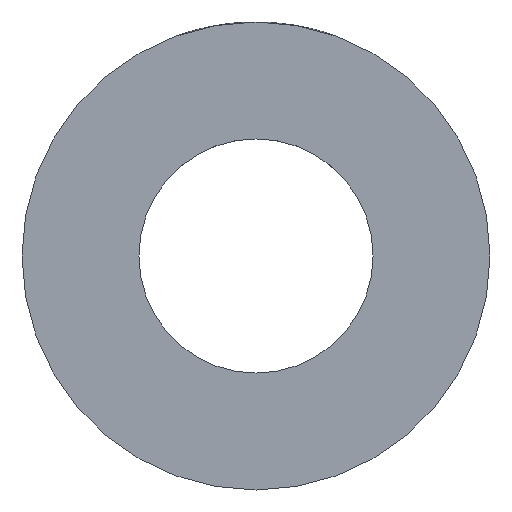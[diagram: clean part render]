
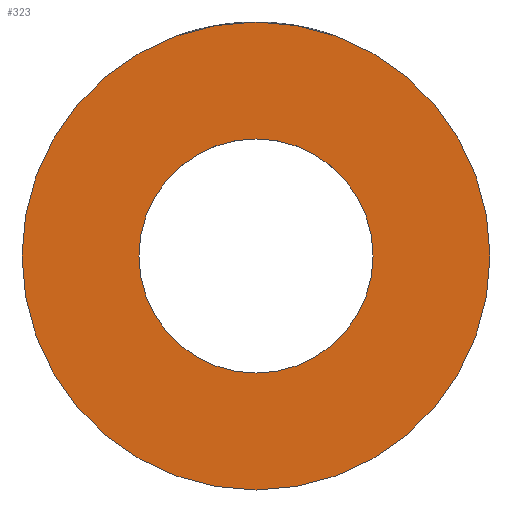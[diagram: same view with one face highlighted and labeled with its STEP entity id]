
A CAD part, front view. The second image highlights one B-rep face of the part: STEP entity #323.
In plain terms, the highlighted planar face has unit normal (0, -1, 0).
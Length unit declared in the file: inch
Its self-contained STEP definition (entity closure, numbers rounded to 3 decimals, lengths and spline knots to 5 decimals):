
#1 = AXIS2_PLACEMENT_3D ( 'NONE', #583, #573, #570 ) ;
#13 = CIRCLE ( 'NONE', #93, 0.125 ) ;
#50 = DIRECTION ( 'NONE',  ( 0., 0., -1. ) ) ;
#54 = DIRECTION ( 'NONE',  ( 0., -1., 0. ) ) ;
#58 = CARTESIAN_POINT ( 'NONE',  ( 0., 0., 0. ) ) ;
#93 = AXIS2_PLACEMENT_3D ( 'NONE', #435, #428, #425 ) ;
#101 = EDGE_CURVE ( 'NONE', #490, #514, #403, .T. ) ;
#120 = VERTEX_POINT ( 'NONE', #260 ) ;
#130 = CARTESIAN_POINT ( 'NONE',  ( 0., 0., -0.24985 ) ) ;
#134 = EDGE_CURVE ( 'NONE', #514, #490, #445, .T. ) ;
#162 = EDGE_CURVE ( 'NONE', #272, #120, #413, .T. ) ;
#170 = CARTESIAN_POINT ( 'NONE',  ( 0., 0., 0.24985 ) ) ;
#211 = FACE_BOUND ( 'NONE', #748, .T. ) ;
#234 = AXIS2_PLACEMENT_3D ( 'NONE', #58, #54, #50 ) ;
#251 = DIRECTION ( 'NONE',  ( 0., 0., 1. ) ) ;
#260 = CARTESIAN_POINT ( 'NONE',  ( 0., 0., 0.125 ) ) ;
#267 = AXIS2_PLACEMENT_3D ( 'NONE', #624, #707, #251 ) ;
#272 = VERTEX_POINT ( 'NONE', #607 ) ;
#313 = DIRECTION ( 'NONE',  ( 0., 0., 1. ) ) ;
#323 = ADVANCED_FACE ( 'NONE', ( #211, #333 ), #603, .F. ) ;
#328 = EDGE_LOOP ( 'NONE', ( #779, #378 ) ) ;
#333 = FACE_OUTER_BOUND ( 'NONE', #328, .T. ) ;
#350 = AXIS2_PLACEMENT_3D ( 'NONE', #478, #412, #313 ) ;
#378 = ORIENTED_EDGE ( 'NONE', *, *, #101, .F. ) ;
#403 = CIRCLE ( 'NONE', #350, 0.24985 ) ;
#412 = DIRECTION ( 'NONE',  ( 0., 1., 0. ) ) ;
#413 = CIRCLE ( 'NONE', #234, 0.125 ) ;
#425 = DIRECTION ( 'NONE',  ( 0., 0., -1. ) ) ;
#428 = DIRECTION ( 'NONE',  ( 0., -1., 0. ) ) ;
#430 = ORIENTED_EDGE ( 'NONE', *, *, #613, .F. ) ;
#435 = CARTESIAN_POINT ( 'NONE',  ( 0., 0., 0. ) ) ;
#445 = CIRCLE ( 'NONE', #267, 0.24985 ) ;
#478 = CARTESIAN_POINT ( 'NONE',  ( 0., 0., 0. ) ) ;
#490 = VERTEX_POINT ( 'NONE', #170 ) ;
#514 = VERTEX_POINT ( 'NONE', #130 ) ;
#570 = DIRECTION ( 'NONE',  ( 0., 0., 1. ) ) ;
#573 = DIRECTION ( 'NONE',  ( 0., 1., 0. ) ) ;
#583 = CARTESIAN_POINT ( 'NONE',  ( 0., 0., 0. ) ) ;
#603 = PLANE ( 'NONE',  #1 ) ;
#607 = CARTESIAN_POINT ( 'NONE',  ( 0., 0., -0.125 ) ) ;
#613 = EDGE_CURVE ( 'NONE', #120, #272, #13, .T. ) ;
#624 = CARTESIAN_POINT ( 'NONE',  ( 0., 0., 0. ) ) ;
#646 = ORIENTED_EDGE ( 'NONE', *, *, #162, .F. ) ;
#707 = DIRECTION ( 'NONE',  ( 0., 1., 0. ) ) ;
#748 = EDGE_LOOP ( 'NONE', ( #646, #430 ) ) ;
#779 = ORIENTED_EDGE ( 'NONE', *, *, #134, .F. ) ;
